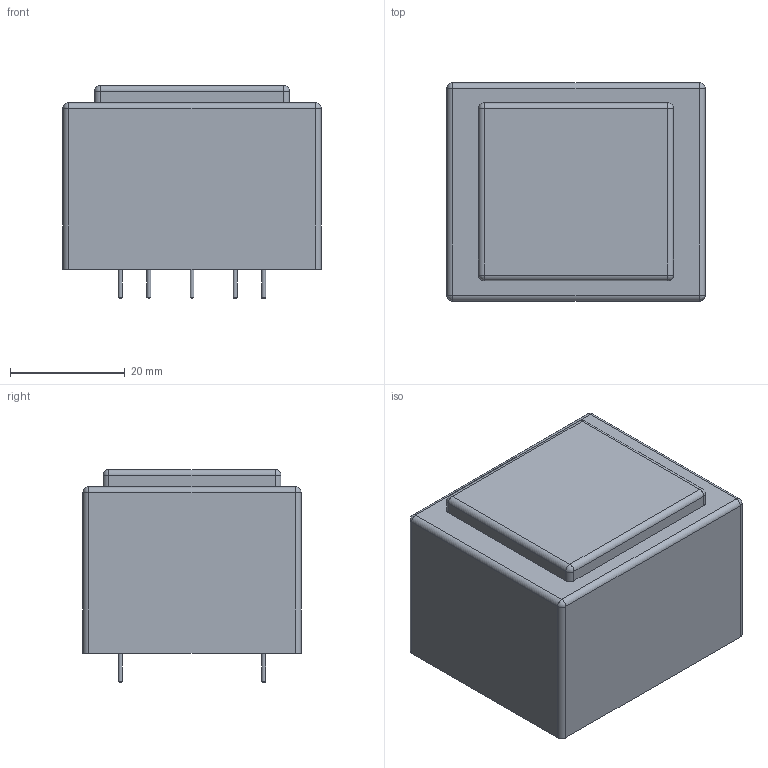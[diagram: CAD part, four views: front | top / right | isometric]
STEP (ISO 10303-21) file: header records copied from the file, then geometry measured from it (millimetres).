
FILE_DESCRIPTION(/* description */ ('model of Transformer_Breve_TEZ-38x45'),/* implementation_level */ '2;1');
FILE_NAME(/* name */ 'Transformer_Breve_TEZ-38x45.step',/* time_stamp */ '2018-11-13T17:32:36',/* author */ ('kicad StepUp','ksu'),/* organization */ ('FreeCAD'),/* preprocessor_version */ 'OCC',/* originating_system */ 'kicad StepUp',/* authorisation */ '');
FILE_SCHEMA(('AUTOMOTIVE_DESIGN { 1 0 10303 214 1 1 1 1 }'));
Length unit declared in the file: millimetre
Products named in the file (3): ASSEMBLY; Transformer_Breve_TEZ_38x046; Transformer_Breve_TEZ_38x45
Assembly tree (2 placements, depth 2):
  ASSEMBLY
    Transformer_Breve_TEZ_38x046
    Transformer_Breve_TEZ_38x45
Bounding box: 45 x 38 x 37.1 mm (x, y, z)
Volume: 52685.1 mm3; surface area: 8570.9 mm2
Topology: 10 solids, 10 shells, 71 faces, 129 edges, 67 vertices
Faces by surface type: plane 29, cylinder 25, revolution 9, sphere 8
Full cylindrical faces by diameter (mm): 0.692 x9
Entity records: 1820 total; most frequent: DIRECTION 324, CARTESIAN_POINT 321, ORIENTED_EDGE 234, AXIS2_PLACEMENT_3D 133, EDGE_CURVE 117, FACE_BOUND 72, EDGE_LOOP 72, ADVANCED_FACE 71
